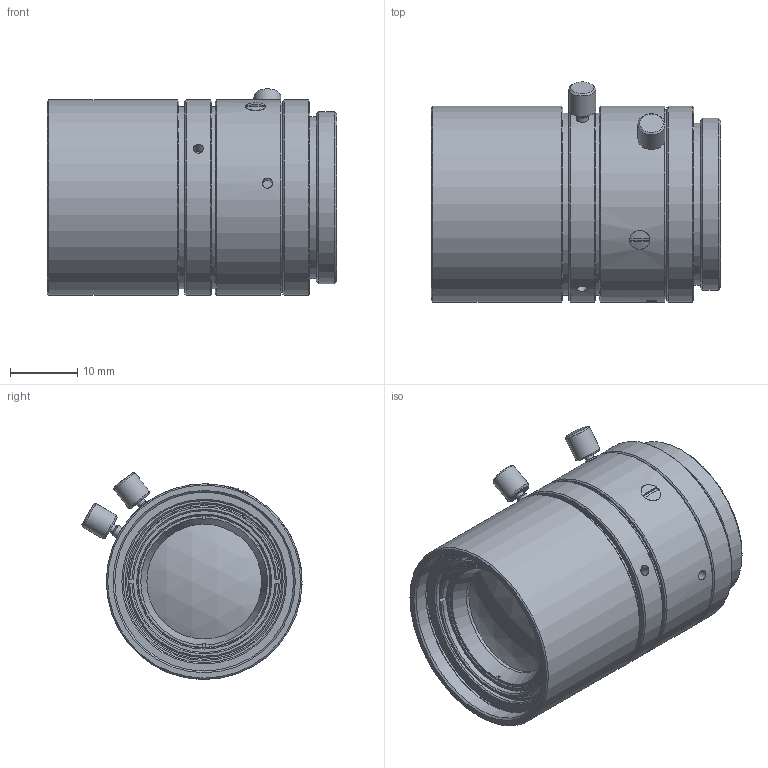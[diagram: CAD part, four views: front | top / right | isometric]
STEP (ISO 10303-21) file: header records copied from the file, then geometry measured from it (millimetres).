
FILE_DESCRIPTION(('STEP AP214'),'1');
FILE_NAME('M3528-MPW3.stp','2024-09-11T06:18:04',(' '),(' '),'Spatial InterOp 3D',' ',' ');
FILE_SCHEMA(('AUTOMOTIVE_DESIGN { 1 0 10303 214 1 1 1 1 }'));
Length unit declared in the file: metre
Products named in the file (2): M3528-MPW3; Component1
Assembly tree (1 placements, depth 2):
  M3528-MPW3
    Component1
Bounding box: 42.87 x 32.61 x 30.65 mm (x, y, z)
Volume: 14554.1 mm3; surface area: 17465.2 mm2
Topology: 1 solids, 7 shells, 275 faces, 629 edges, 406 vertices
Faces by surface type: plane 111, cylinder 101, cone 57, sphere 6
Full cylindrical faces by diameter (mm): 1.3 x2, 1.5 x4, 1.7 x3, 2 x4, 4 x2, 7 x1, 11 x2, 11.8 x1, 13 x2, 14 x1, 15 x1, 16.3 x1, 17 x2, 18 x2, 19 x3, 19.5 x2, 20 x1, 20.5 x1, 21 x1, 21.5 x1, 22.5 x1, 22.504 x1, 23 x3, 24 x2, 24.5 x3, 25 x1, 25.003 x1, 25.5 x3, 26 x1, 26.5 x1
Entity records: 9517 total; most frequent: CARTESIAN_POINT 1575, DIRECTION 1248, ORIENTED_EDGE 952, AXIS2_PLACEMENT_3D 535, EDGE_CURVE 476, EDGE_LOOP 450, VERTEX_POINT 364, FACE_OUTER_BOUND 340
